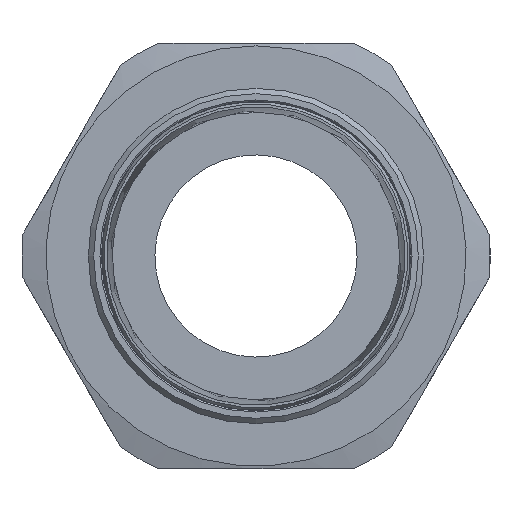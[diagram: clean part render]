
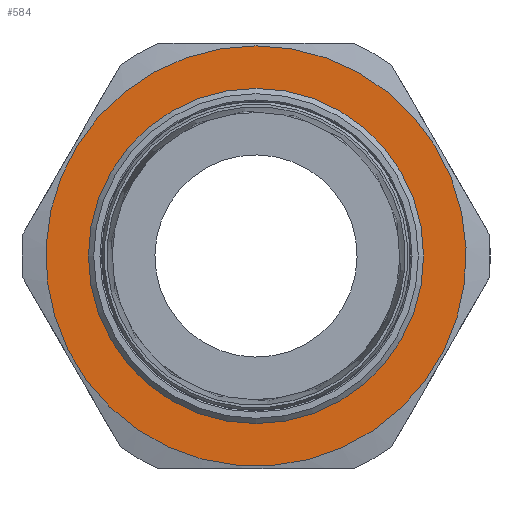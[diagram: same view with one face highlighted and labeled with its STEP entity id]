
A CAD part, left-side view. The second image highlights one B-rep face of the part: STEP entity #584.
In plain terms, the highlighted planar face has unit normal (-1, 0, 0).
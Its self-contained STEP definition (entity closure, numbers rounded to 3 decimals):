
#14 = CARTESIAN_POINT ( 'NONE',  ( 15., 0., 39.5 ) ) ;
#52 = FACE_OUTER_BOUND ( 'NONE', #623, .T. ) ;
#86 = CARTESIAN_POINT ( 'NONE',  ( 15., 31.5, 0. ) ) ;
#390 = DIRECTION ( 'NONE',  ( 0., 0., 1. ) ) ;
#442 = DIRECTION ( 'NONE',  ( 0., 0., 1. ) ) ;
#549 = EDGE_LOOP ( 'NONE', ( #2869 ) ) ;
#584 = ADVANCED_FACE ( 'NONE', ( #806, #52 ), #1182, .F. ) ;
#623 = EDGE_LOOP ( 'NONE', ( #2762 ) ) ;
#777 = VERTEX_POINT ( 'NONE', #2049 ) ;
#806 = FACE_BOUND ( 'NONE', #549, .T. ) ;
#1182 = PLANE ( 'NONE',  #1496 ) ;
#1203 = CIRCLE ( 'NONE', #1984, 39.5 ) ;
#1260 = DIRECTION ( 'NONE',  ( -1., 0., 0. ) ) ;
#1318 = AXIS2_PLACEMENT_3D ( 'NONE', #2677, #1546, #442 ) ;
#1417 = DIRECTION ( 'NONE',  ( 1., 0., 0. ) ) ;
#1496 = AXIS2_PLACEMENT_3D ( 'NONE', #86, #1417, #1642 ) ;
#1546 = DIRECTION ( 'NONE',  ( -1., 0., 0. ) ) ;
#1642 = DIRECTION ( 'NONE',  ( 0., 0., -1. ) ) ;
#1711 = CARTESIAN_POINT ( 'NONE',  ( 15., 0., 0. ) ) ;
#1984 = AXIS2_PLACEMENT_3D ( 'NONE', #1711, #1260, #390 ) ;
#2014 = CIRCLE ( 'NONE', #1318, 31.5 ) ;
#2049 = CARTESIAN_POINT ( 'NONE',  ( 15., 0., 31.5 ) ) ;
#2573 = VERTEX_POINT ( 'NONE', #14 ) ;
#2677 = CARTESIAN_POINT ( 'NONE',  ( 15., 0., 0. ) ) ;
#2754 = EDGE_CURVE ( 'NONE', #2573, #2573, #1203, .T. ) ;
#2762 = ORIENTED_EDGE ( 'NONE', *, *, #2754, .T. ) ;
#2869 = ORIENTED_EDGE ( 'NONE', *, *, #2911, .F. ) ;
#2911 = EDGE_CURVE ( 'NONE', #777, #777, #2014, .T. ) ;
